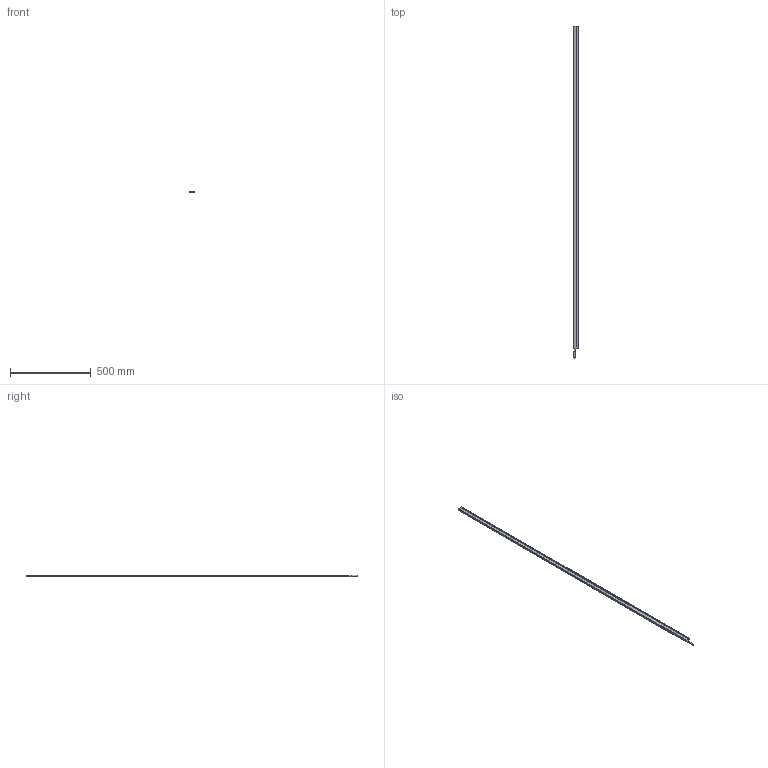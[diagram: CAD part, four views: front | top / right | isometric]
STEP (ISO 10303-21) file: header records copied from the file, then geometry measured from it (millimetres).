
FILE_DESCRIPTION((''),'2;1');
FILE_NAME('AL2012_F400294A','2006-10-19T',('Pepperl+Fuchs'),('IndustrieHansa'),'PRO/ENGINEER BY PARAMETRIC TECHNOLOGY CORPORATION, 2006200','PRO/ENGINEER BY PARAMETRIC TECHNOLOGY CORPORATION, 2006200','');
FILE_SCHEMA(('AUTOMOTIVE_DESIGN_CC2 { 1 2 10303 214 -1 1 5 2 }'));
Length unit declared in the file: millimetre
Products named in the file (1): AL2012_F400294A
Bounding box: 30.3 x 2058.9 x 12.4 mm (x, y, z)
Volume: 655758.1 mm3; surface area: 191856.3 mm2
Topology: 1 solids, 1 shells, 51 faces, 116 edges, 70 vertices
Faces by surface type: cylinder 25, plane 18, sphere 8
Entity records: 1817 total; most frequent: DIRECTION 261, CARTESIAN_POINT 226, ORIENTED_EDGE 218, PRESENTATION_STYLE_ASSIGNMENT 119, STYLED_ITEM 113, CURVE_STYLE 112, EDGE_CURVE 109, AXIS2_PLACEMENT_3D 99
